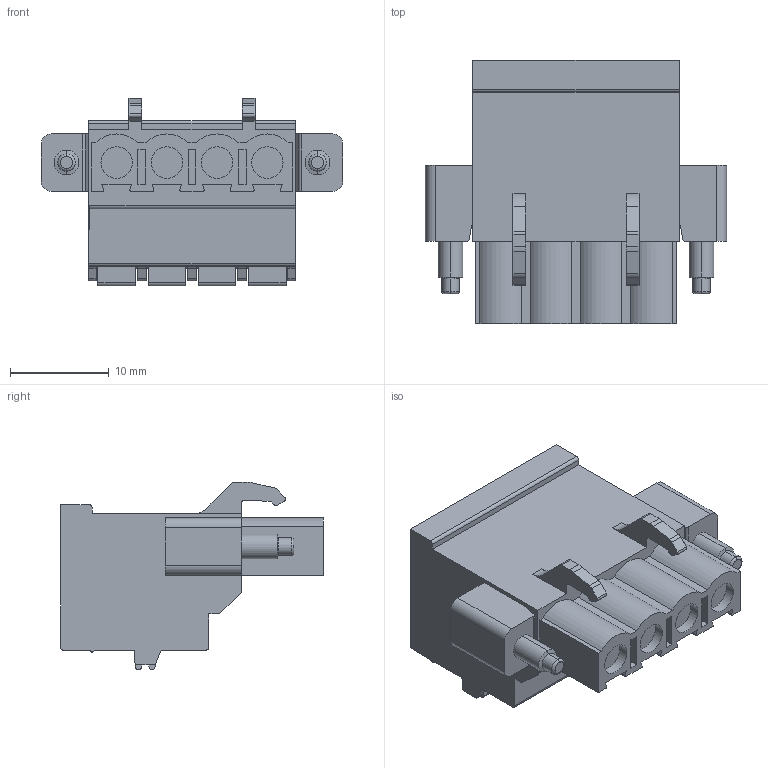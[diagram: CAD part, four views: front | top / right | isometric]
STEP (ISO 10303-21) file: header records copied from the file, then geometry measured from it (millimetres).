
FILE_DESCRIPTION((''),'2;1');
FILE_NAME('3333','2024-09-27T14:10:21',('tluser'),(''),'CREO PARAMETRIC BY PTC INC, 2018100','CREO PARAMETRIC BY PTC INC, 2018100','');
FILE_SCHEMA(('CONFIG_CONTROL_DESIGN'));
Length unit declared in the file: millimetre
Products named in the file (1): 3333
Bounding box: 30.48 x 26.6 x 19.01 mm (x, y, z)
Volume: 6036.4 mm3; surface area: 3334.3 mm2
Topology: 1 solids, 1 shells, 317 faces, 828 edges, 548 vertices
Faces by surface type: plane 199, cylinder 110, cone 4, torus 4
Entity records: 9780 total; most frequent: DIRECTION 1698, CARTESIAN_POINT 1693, ORIENTED_EDGE 1656, EDGE_CURVE 828, VECTOR 592, LINE 592, AXIS2_PLACEMENT_3D 553, VERTEX_POINT 548
